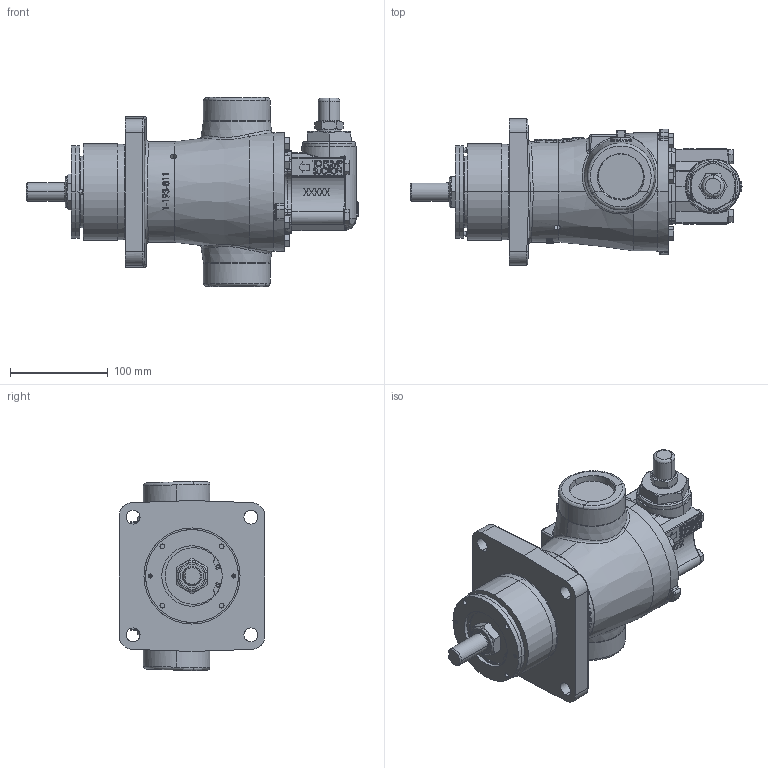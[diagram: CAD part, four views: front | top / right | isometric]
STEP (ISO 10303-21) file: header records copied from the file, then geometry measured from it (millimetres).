
FILE_DESCRIPTION (( 'STEP AP214' ), '1' );
FILE_NAME ('H495.STEP', '2017-02-20T18:00:06', ( '' ), ( '' ), 'SwSTEP 2.0', 'SolidWorks 2016', '' );
FILE_SCHEMA (( 'AUTOMOTIVE_DESIGN' ));
Length unit declared in the file: inch
Products named in the file (2): H495
Bounding box: 340.08 x 149.35 x 193.99 mm (x, y, z)
Volume: 3010622.6 mm3; surface area: 194727.4 mm2
Topology: 1 solids, 1 shells, 1566 faces, 3992 edges, 2518 vertices
Faces by surface type: plane 650, bspline 473, cylinder 225, cone 218
Entity records: 81770 total; most frequent: CARTESIAN_POINT 41922, ORIENTED_EDGE 7954, DIRECTION 5487, EDGE_CURVE 3977, VERTEX_POINT 2518, AXIS2_PLACEMENT_3D 1893, LINE 1701, VECTOR 1701
